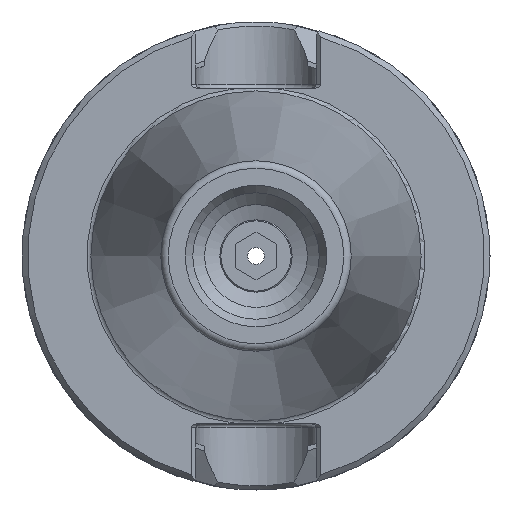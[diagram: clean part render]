
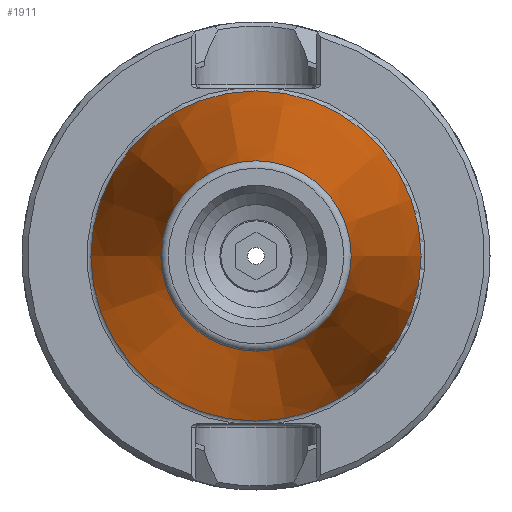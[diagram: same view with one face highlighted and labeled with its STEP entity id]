
A CAD part, left-side view. The second image highlights one B-rep face of the part: STEP entity #1911.
In plain terms, the highlighted conical face has half-angle 8.297 degrees and reference radius 17.456 mm.
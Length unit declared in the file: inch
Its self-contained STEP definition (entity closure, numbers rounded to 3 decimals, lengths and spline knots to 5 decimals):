
#305=CONICAL_SURFACE('',#2087,0.68724,8.297);
#496=FACE_BOUND('',#726,.T.);
#578=FACE_OUTER_BOUND('',#725,.T.);
#725=EDGE_LOOP('',(#1571));
#726=EDGE_LOOP('',(#1572));
#846=CIRCLE('',#2070,0.875);
#854=CIRCLE('',#2085,0.50448);
#998=VERTEX_POINT('',#3230);
#1006=VERTEX_POINT('',#3253);
#1216=EDGE_CURVE('',#998,#998,#846,.T.);
#1224=EDGE_CURVE('',#1006,#1006,#854,.T.);
#1571=ORIENTED_EDGE('',*,*,#1216,.T.);
#1572=ORIENTED_EDGE('',*,*,#1224,.F.);
#1911=ADVANCED_FACE('',(#578,#496),#305,.T.);
#2070=AXIS2_PLACEMENT_3D('',#3231,#2451,#2452);
#2085=AXIS2_PLACEMENT_3D('',#3254,#2481,#2482);
#2087=AXIS2_PLACEMENT_3D('',#3256,#2485,#2486);
#2451=DIRECTION('center_axis',(-1.,0.,0.));
#2452=DIRECTION('ref_axis',(0.,1.,0.));
#2481=DIRECTION('center_axis',(-1.,0.,0.));
#2482=DIRECTION('ref_axis',(0.,-1.,0.));
#2485=DIRECTION('center_axis',(1.,0.,0.));
#2486=DIRECTION('ref_axis',(0.,1.,0.));
#3230=CARTESIAN_POINT('',(0.00001,0.875,0.));
#3231=CARTESIAN_POINT('Origin',(0.00001,0.,0.));
#3253=CARTESIAN_POINT('',(-2.54077,0.50448,0.));
#3254=CARTESIAN_POINT('Origin',(-2.54077,0.,
0.));
#3256=CARTESIAN_POINT('Origin',(-1.2875,0.,0.));
